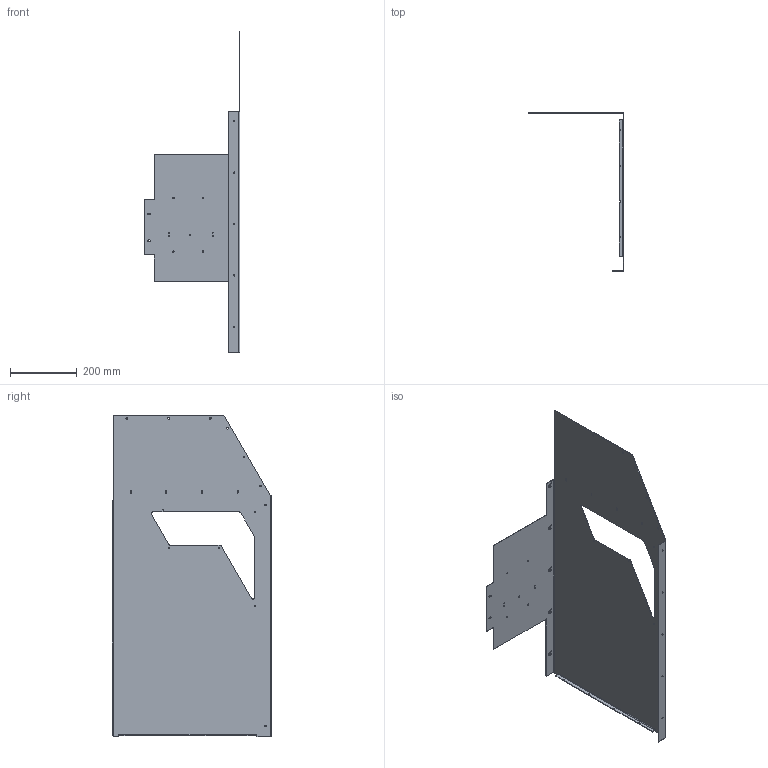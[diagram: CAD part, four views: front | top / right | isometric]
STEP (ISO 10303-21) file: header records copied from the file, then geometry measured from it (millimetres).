
FILE_DESCRIPTION(('FreeCAD Model'),'2;1');
FILE_NAME('panel_-_left.step','2019-10-08T11:35:24',('Author'),(''), 'Open CASCADE STEP processor 7.3','FreeCAD','Unknown');
FILE_SCHEMA(('AUTOMOTIVE_DESIGN { 1 0 10303 214 1 1 1 1 }'));
Length unit declared in the file: millimetre
Products named in the file (1): Pocket007
Bounding box: 287 x 477 x 963.5 mm (x, y, z)
Volume: 1080652.8 mm3; surface area: 1091316.6 mm2
Topology: 1 solids, 1 shells, 184 faces, 526 edges, 344 vertices
Faces by surface type: plane 111, cylinder 73
Full cylindrical faces by diameter (mm): 3.2 x9, 4.2 x15, 5 x6
Entity records: 13114 total; most frequent: CARTESIAN_POINT 2816, DIRECTION 1825, LINE 1105, VECTOR 1105, ORIENTED_EDGE 1052, PCURVE 1052, DEFINITIONAL_REPRESENTATION 1052, EDGE_CURVE 526
